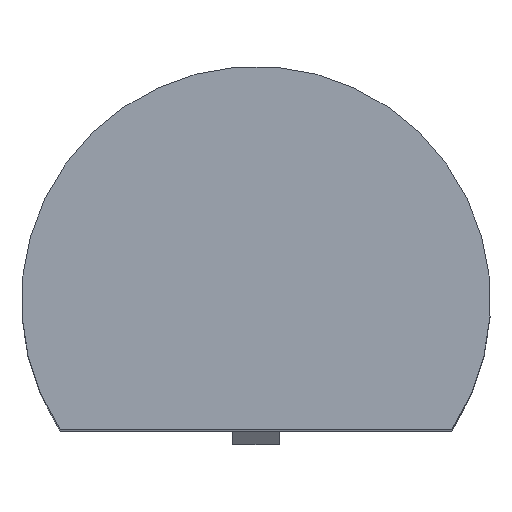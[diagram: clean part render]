
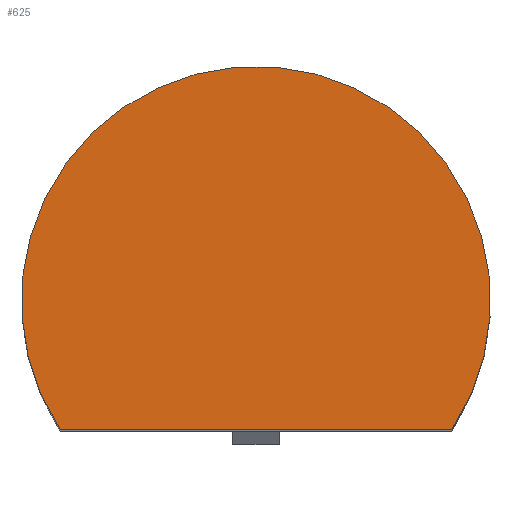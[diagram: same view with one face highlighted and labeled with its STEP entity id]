
A CAD part, top view. The second image highlights one B-rep face of the part: STEP entity #625.
In plain terms, the highlighted planar face has unit normal (0, 0, 1).
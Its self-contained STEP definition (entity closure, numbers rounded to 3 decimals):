
#389 = VERTEX_POINT('',#390);
#390 = CARTESIAN_POINT('',(-0.746,-1.33,10.5));
#396 = EDGE_CURVE('',#389,#397,#399,.T.);
#397 = VERTEX_POINT('',#398);
#398 = CARTESIAN_POINT('',(3.286,-1.33,10.5));
#399 = LINE('',#400,#401);
#400 = CARTESIAN_POINT('',(-0.746,-1.33,10.5));
#401 = VECTOR('',#402,1.);
#402 = DIRECTION('',(1.,0.,0.));
#420 = EDGE_CURVE('',#397,#389,#421,.T.);
#421 = CIRCLE('',#422,2.415);
#422 = AXIS2_PLACEMENT_3D('',#423,#424,#425);
#423 = CARTESIAN_POINT('',(1.27,0.,10.5));
#424 = DIRECTION('',(0.,0.,1.));
#425 = DIRECTION('',(1.,0.,0.));
#625 = ADVANCED_FACE('',(#626),#630,.F.);
#626 = FACE_BOUND('',#627,.T.);
#627 = EDGE_LOOP('',(#628,#629));
#628 = ORIENTED_EDGE('',*,*,#396,.T.);
#629 = ORIENTED_EDGE('',*,*,#420,.T.);
#630 = PLANE('',#631);
#631 = AXIS2_PLACEMENT_3D('',#632,#633,#634);
#632 = CARTESIAN_POINT('',(-0.746,-1.33,10.5));
#633 = DIRECTION('',(0.,0.,-1.));
#634 = DIRECTION('',(-1.,0.,0.));
